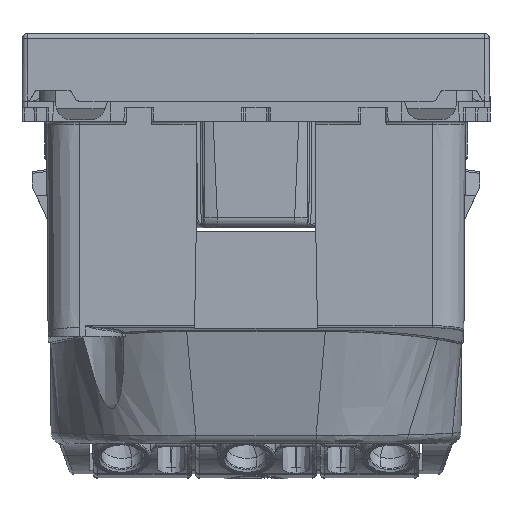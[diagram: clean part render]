
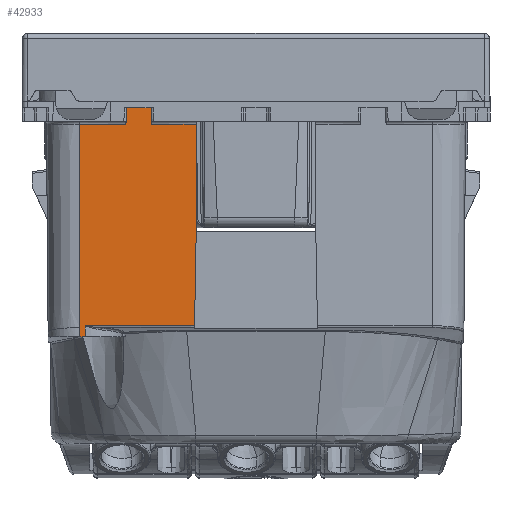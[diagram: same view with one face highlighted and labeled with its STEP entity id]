
A CAD part, front view. The second image highlights one B-rep face of the part: STEP entity #42933.
In plain terms, the highlighted planar face has unit normal (0, -1, -0.008).
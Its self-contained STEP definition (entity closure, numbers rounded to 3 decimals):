
#19780=AXIS2_PLACEMENT_3D('Plane Axis2P3D',#19777,#19778,#19779) ;
#19777=CARTESIAN_POINT('Axis2P3D Location',(0.,-42.7,0.)) ;
#29552=CARTESIAN_POINT('Vertex',(-16.95,-42.545,-19.73)) ;
#29555=CARTESIAN_POINT('Line Origine',(-16.95,-42.621,-10.023)) ;
#29559=CARTESIAN_POINT('Vertex',(-16.95,-42.698,-0.198)) ;
#34308=CARTESIAN_POINT('Control Point',(-5.75,-42.618,-10.45)) ;
#34309=CARTESIAN_POINT('Control Point',(-5.909,-42.546,-19.559)) ;
#34310=CARTESIAN_POINT('Vertex',(-5.909,-42.546,-19.559)) ;
#34312=CARTESIAN_POINT('Vertex',(-5.75,-42.618,-10.45)) ;
#34335=CARTESIAN_POINT('Line Origine',(1.795,-42.546,-19.559)) ;
#34339=CARTESIAN_POINT('Vertex',(-16.4,-42.546,-19.559)) ;
#42852=CARTESIAN_POINT('Vertex',(-16.95,-42.538,-20.6)) ;
#42855=CARTESIAN_POINT('Line Origine',(-16.95,-42.627,-9.3)) ;
#42869=CARTESIAN_POINT('Line Origine',(-16.675,-42.698,-0.198)) ;
#42873=CARTESIAN_POINT('Vertex',(-5.75,-42.698,-0.198)) ;
#42875=CARTESIAN_POINT('Vertex',(-10.047,-42.698,-0.198)) ;
#42879=CARTESIAN_POINT('Control Point',(-10.075,-42.711,1.4)) ;
#42880=CARTESIAN_POINT('Control Point',(-10.047,-42.698,-0.198)) ;
#42881=CARTESIAN_POINT('Vertex',(-10.075,-42.711,1.4)) ;
#42884=CARTESIAN_POINT('Line Origine',(-16.675,-42.711,1.4)) ;
#42888=CARTESIAN_POINT('Vertex',(-12.475,-42.711,1.4)) ;
#42892=CARTESIAN_POINT('Control Point',(-12.475,-42.711,1.4)) ;
#42893=CARTESIAN_POINT('Control Point',(-12.503,-42.698,-0.198)) ;
#42894=CARTESIAN_POINT('Vertex',(-12.503,-42.698,-0.198)) ;
#42897=CARTESIAN_POINT('Line Origine',(-16.675,-42.698,-0.198)) ;
#42902=CARTESIAN_POINT('Line Origine',(-16.675,-42.538,-20.6)) ;
#42906=CARTESIAN_POINT('Vertex',(-16.4,-42.538,-20.6)) ;
#42909=CARTESIAN_POINT('Line Origine',(-16.4,-42.627,-9.3)) ;
#42914=CARTESIAN_POINT('Line Origine',(-5.75,-42.627,-9.3)) ;
#19778=DIRECTION('Axis2P3D Direction',(0.,1.,0.008)) ;
#19779=DIRECTION('Axis2P3D XDirection',(-1.,0.,0.)) ;
#29556=DIRECTION('Vector Direction',(0.,-0.008,1.)) ;
#34336=DIRECTION('Vector Direction',(-1.,0.,0.)) ;
#42856=DIRECTION('Vector Direction',(0.,-0.008,1.)) ;
#42870=DIRECTION('Vector Direction',(-1.,0.,0.)) ;
#42885=DIRECTION('Vector Direction',(-1.,0.,0.)) ;
#42898=DIRECTION('Vector Direction',(-1.,0.,0.)) ;
#42903=DIRECTION('Vector Direction',(-1.,0.,0.)) ;
#42910=DIRECTION('Vector Direction',(0.,-0.008,1.)) ;
#42915=DIRECTION('Vector Direction',(0.,-0.008,1.)) ;
#29557=VECTOR('Line Direction',#29556,1.) ;
#34337=VECTOR('Line Direction',#34336,1.) ;
#42857=VECTOR('Line Direction',#42856,1.) ;
#42871=VECTOR('Line Direction',#42870,1.) ;
#42886=VECTOR('Line Direction',#42885,1.) ;
#42899=VECTOR('Line Direction',#42898,1.) ;
#42904=VECTOR('Line Direction',#42903,1.) ;
#42911=VECTOR('Line Direction',#42910,1.) ;
#42916=VECTOR('Line Direction',#42915,1.) ;
#42920=ORIENTED_EDGE('',*,*,#42877,.T.) ;
#42921=ORIENTED_EDGE('',*,*,#42883,.T.) ;
#42922=ORIENTED_EDGE('',*,*,#42890,.T.) ;
#42923=ORIENTED_EDGE('',*,*,#42896,.T.) ;
#42924=ORIENTED_EDGE('',*,*,#42901,.T.) ;
#42925=ORIENTED_EDGE('',*,*,#29561,.T.) ;
#42926=ORIENTED_EDGE('',*,*,#42859,.T.) ;
#42927=ORIENTED_EDGE('',*,*,#42908,.F.) ;
#42928=ORIENTED_EDGE('',*,*,#42913,.T.) ;
#42929=ORIENTED_EDGE('',*,*,#34341,.F.) ;
#42930=ORIENTED_EDGE('',*,*,#34314,.T.) ;
#42931=ORIENTED_EDGE('',*,*,#42918,.T.) ;
#42933=ADVANCED_FACE('13750-MOD-1.1\\socle',(#42932),#19781,.F.) ;
#34307=B_SPLINE_CURVE_WITH_KNOTS('',1,(#34308,#34309),.UNSPECIFIED.,.F.,.U.,(2,2),(-5.076,4.035),.UNSPECIFIED.) ;
#42878=B_SPLINE_CURVE_WITH_KNOTS('',1,(#42879,#42880),.UNSPECIFIED.,.F.,.U.,(2,2),(-1.449,0.149),.UNSPECIFIED.) ;
#42891=B_SPLINE_CURVE_WITH_KNOTS('',1,(#42892,#42893),.UNSPECIFIED.,.F.,.U.,(2,2),(-1.449,0.149),.UNSPECIFIED.) ;
#29561=EDGE_CURVE('',#29560,#29553,#29558,.F.) ;
#34314=EDGE_CURVE('',#34311,#34313,#34307,.F.) ;
#34341=EDGE_CURVE('',#34311,#34340,#34338,.T.) ;
#42859=EDGE_CURVE('',#29553,#42853,#42858,.F.) ;
#42877=EDGE_CURVE('',#42874,#42876,#42872,.T.) ;
#42883=EDGE_CURVE('',#42876,#42882,#42878,.F.) ;
#42890=EDGE_CURVE('',#42882,#42889,#42887,.T.) ;
#42896=EDGE_CURVE('',#42889,#42895,#42891,.T.) ;
#42901=EDGE_CURVE('',#42895,#29560,#42900,.T.) ;
#42908=EDGE_CURVE('',#42907,#42853,#42905,.T.) ;
#42913=EDGE_CURVE('',#42907,#34340,#42912,.T.) ;
#42918=EDGE_CURVE('',#34313,#42874,#42917,.T.) ;
#42919=EDGE_LOOP('',(#42920,#42921,#42922,#42923,#42924,#42925,#42926,#42927,#42928,#42929,#42930,#42931)) ;
#42932=FACE_OUTER_BOUND('',#42919,.T.) ;
#29558=LINE('Line',#29555,#29557) ;
#34338=LINE('Line',#34335,#34337) ;
#42858=LINE('Line',#42855,#42857) ;
#42872=LINE('Line',#42869,#42871) ;
#42887=LINE('Line',#42884,#42886) ;
#42900=LINE('Line',#42897,#42899) ;
#42905=LINE('Line',#42902,#42904) ;
#42912=LINE('Line',#42909,#42911) ;
#42917=LINE('Line',#42914,#42916) ;
#19781=PLANE('',#19780) ;
#29553=VERTEX_POINT('',#29552) ;
#29560=VERTEX_POINT('',#29559) ;
#34311=VERTEX_POINT('',#34310) ;
#34313=VERTEX_POINT('',#34312) ;
#34340=VERTEX_POINT('',#34339) ;
#42853=VERTEX_POINT('',#42852) ;
#42874=VERTEX_POINT('',#42873) ;
#42876=VERTEX_POINT('',#42875) ;
#42882=VERTEX_POINT('',#42881) ;
#42889=VERTEX_POINT('',#42888) ;
#42895=VERTEX_POINT('',#42894) ;
#42907=VERTEX_POINT('',#42906) ;
